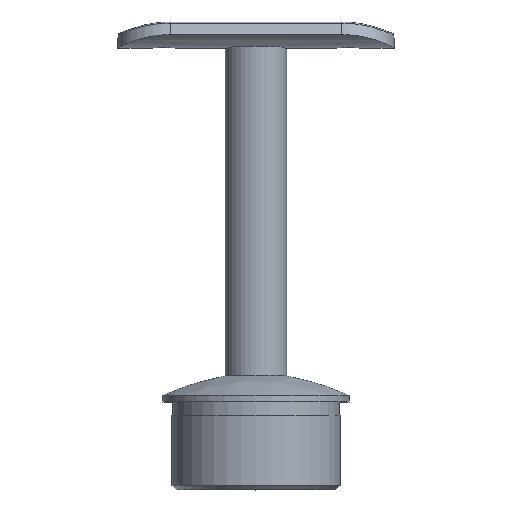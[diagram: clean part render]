
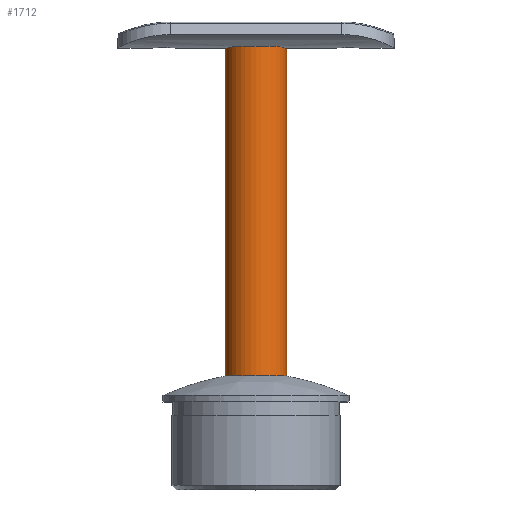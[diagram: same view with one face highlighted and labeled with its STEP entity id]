
A CAD part, top view. The second image highlights one B-rep face of the part: STEP entity #1712.
In plain terms, the highlighted cylindrical face has radius 7 mm (diameter 14 mm), a full revolution.
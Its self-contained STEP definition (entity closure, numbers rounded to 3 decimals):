
#1055 = CYLINDRICAL_SURFACE ( 'NONE', #4532, 7. ) ;
#1068 = DIRECTION ( 'NONE',  ( 0., 0., -1. ) ) ;
#1712 = ADVANCED_FACE ( 'NONE', ( #16152, #11922 ), #1055, .T. ) ;
#2380 = VERTEX_POINT ( 'NONE', #6432 ) ;
#2570 = CARTESIAN_POINT ( 'NONE',  ( 0., 0., 0. ) ) ;
#4532 = AXIS2_PLACEMENT_3D ( 'NONE', #2570, #7246, #7034 ) ;
#5053 = ORIENTED_EDGE ( 'NONE', *, *, #15434, .T. ) ;
#6432 = CARTESIAN_POINT ( 'NONE',  ( 0., 0., -7. ) ) ;
#6565 = VERTEX_POINT ( 'NONE', #15961 ) ;
#7034 = DIRECTION ( 'NONE',  ( 0., 0., -1. ) ) ;
#7246 = DIRECTION ( 'NONE',  ( 0., -1., 0. ) ) ;
#7471 = ORIENTED_EDGE ( 'NONE', *, *, #15493, .F. ) ;
#9129 = DIRECTION ( 'NONE',  ( 0., -1., 0. ) ) ;
#10338 = CIRCLE ( 'NONE', #15226, 7. ) ;
#10500 = DIRECTION ( 'NONE',  ( 0., -1., 0. ) ) ;
#10954 = EDGE_LOOP ( 'NONE', ( #7471 ) ) ;
#11922 = FACE_OUTER_BOUND ( 'NONE', #10954, .T. ) ;
#12479 = EDGE_LOOP ( 'NONE', ( #5053 ) ) ;
#14547 = AXIS2_PLACEMENT_3D ( 'NONE', #19997, #10500, #1068 ) ;
#15226 = AXIS2_PLACEMENT_3D ( 'NONE', #18608, #9129, #17294 ) ;
#15434 = EDGE_CURVE ( 'NONE', #6565, #6565, #18031, .T. ) ;
#15493 = EDGE_CURVE ( 'NONE', #2380, #2380, #10338, .T. ) ;
#15961 = CARTESIAN_POINT ( 'NONE',  ( 0., 75., -7. ) ) ;
#16152 = FACE_OUTER_BOUND ( 'NONE', #12479, .T. ) ;
#17294 = DIRECTION ( 'NONE',  ( 0., 0., -1. ) ) ;
#18031 = CIRCLE ( 'NONE', #14547, 7. ) ;
#18608 = CARTESIAN_POINT ( 'NONE',  ( 0., 0., 0. ) ) ;
#19997 = CARTESIAN_POINT ( 'NONE',  ( 0., 75., 0. ) ) ;
